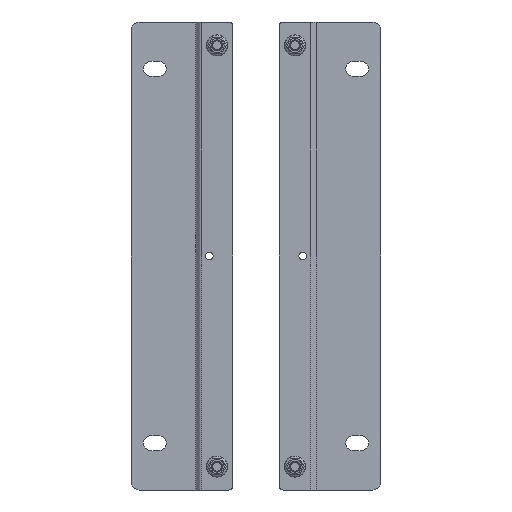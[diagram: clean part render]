
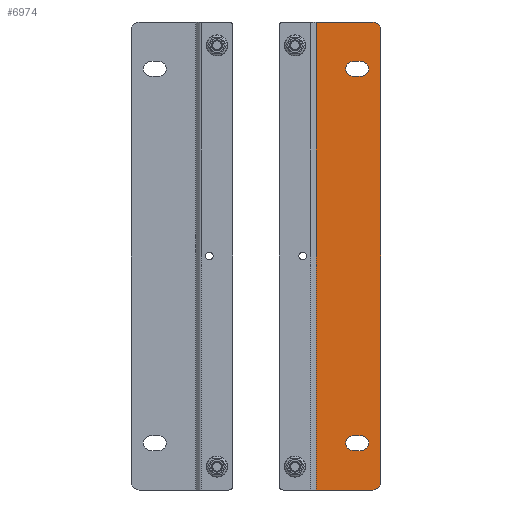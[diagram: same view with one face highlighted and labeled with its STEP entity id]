
A CAD part, front view. The second image highlights one B-rep face of the part: STEP entity #6974.
In plain terms, the highlighted planar face has unit normal (0, -1, 0).
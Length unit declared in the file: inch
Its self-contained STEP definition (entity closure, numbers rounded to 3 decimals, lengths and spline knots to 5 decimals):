
#332 = DIRECTION ( 'NONE',  ( 0., 0., -1. ) ) ;
#451 = DIRECTION ( 'NONE',  ( 0., -1., 0. ) ) ;
#737 = DIRECTION ( 'NONE',  ( 0., 1., 0. ) ) ;
#923 = ORIENTED_EDGE ( 'NONE', *, *, #2006, .T. ) ;
#947 = ORIENTED_EDGE ( 'NONE', *, *, #3297, .F. ) ;
#1020 = AXIS2_PLACEMENT_3D ( 'NONE', #17362, #737, #14680 ) ;
#1044 = CARTESIAN_POINT ( 'NONE',  ( 2.995, 0.125, -7.25 ) ) ;
#1128 = ORIENTED_EDGE ( 'NONE', *, *, #2679, .F. ) ;
#1225 = EDGE_CURVE ( 'NONE', #14787, #16762, #14306, .T. ) ;
#1299 = EDGE_CURVE ( 'NONE', #12434, #12265, #9695, .T. ) ;
#1359 = DIRECTION ( 'NONE',  ( 0., 1., 0. ) ) ;
#1411 = VECTOR ( 'NONE', #17884, 39.37008 ) ;
#1439 = CARTESIAN_POINT ( 'NONE',  ( 2.495, 0.125, 5.76 ) ) ;
#1454 = CARTESIAN_POINT ( 'NONE',  ( 2.37, 0.125, 6.24 ) ) ;
#1460 = ORIENTED_EDGE ( 'NONE', *, *, #1299, .F. ) ;
#1555 = EDGE_CURVE ( 'NONE', #15173, #12265, #4467, .T. ) ;
#1647 = VECTOR ( 'NONE', #12201, 39.37008 ) ;
#2006 = EDGE_CURVE ( 'NONE', #3658, #2454, #2488, .T. ) ;
#2321 = EDGE_CURVE ( 'NONE', #3658, #6175, #3929, .T. ) ;
#2356 = DIRECTION ( 'NONE',  ( 0., 1., 0. ) ) ;
#2454 = VERTEX_POINT ( 'NONE', #4009 ) ;
#2488 = LINE ( 'NONE', #5286, #1647 ) ;
#2665 = FACE_OUTER_BOUND ( 'NONE', #12211, .T. ) ;
#2679 = EDGE_CURVE ( 'NONE', #15173, #13651, #17330, .T. ) ;
#2855 = ORIENTED_EDGE ( 'NONE', *, *, #6341, .F. ) ;
#2980 = CARTESIAN_POINT ( 'NONE',  ( 2.37, 0.125, 5.76 ) ) ;
#2986 = DIRECTION ( 'NONE',  ( -1., 0., 0. ) ) ;
#3043 = CARTESIAN_POINT ( 'NONE',  ( 3.245, 0.125, -7.25 ) ) ;
#3135 = VECTOR ( 'NONE', #6250, 39.37008 ) ;
#3297 = EDGE_CURVE ( 'NONE', #6175, #16762, #16431, .T. ) ;
#3320 = ORIENTED_EDGE ( 'NONE', *, *, #17178, .T. ) ;
#3431 = AXIS2_PLACEMENT_3D ( 'NONE', #13935, #1359, #11153 ) ;
#3535 = DIRECTION ( 'NONE',  ( 0., 1., 0. ) ) ;
#3579 = CARTESIAN_POINT ( 'NONE',  ( 1.17636, 0.125, 7.5 ) ) ;
#3658 = VERTEX_POINT ( 'NONE', #3043 ) ;
#3795 = CARTESIAN_POINT ( 'NONE',  ( 2.37, 0.125, -6. ) ) ;
#3929 = CIRCLE ( 'NONE', #12925, 0.25 ) ;
#3948 = DIRECTION ( 'NONE',  ( 0., 1., 0. ) ) ;
#3985 = DIRECTION ( 'NONE',  ( 1., 0., 0. ) ) ;
#4009 = CARTESIAN_POINT ( 'NONE',  ( 3.245, 0.125, 7.25 ) ) ;
#4358 = FACE_BOUND ( 'NONE', #17570, .T. ) ;
#4467 = CIRCLE ( 'NONE', #12030, 0.24 ) ;
#4532 = CARTESIAN_POINT ( 'NONE',  ( 1.17636, 0.125, 7.5 ) ) ;
#4797 = LINE ( 'NONE', #14740, #8742 ) ;
#4819 = DIRECTION ( 'NONE',  ( 0., 0., -1. ) ) ;
#4853 = EDGE_CURVE ( 'NONE', #7475, #10446, #13922, .T. ) ;
#4953 = AXIS2_PLACEMENT_3D ( 'NONE', #12704, #7608, #332 ) ;
#5286 = CARTESIAN_POINT ( 'NONE',  ( 3.245, 0.125, 0. ) ) ;
#5304 = ORIENTED_EDGE ( 'NONE', *, *, #1555, .T. ) ;
#5373 = PLANE ( 'NONE',  #6697 ) ;
#5447 = EDGE_CURVE ( 'NONE', #7475, #14551, #7229, .T. ) ;
#5796 = CARTESIAN_POINT ( 'NONE',  ( 1.17636, 0.125, -7.5 ) ) ;
#5924 = CARTESIAN_POINT ( 'NONE',  ( 1.17636, 0.125, 7.5 ) ) ;
#6010 = DIRECTION ( 'NONE',  ( 0., 0., -1. ) ) ;
#6035 = CIRCLE ( 'NONE', #3431, 0.24 ) ;
#6075 = DIRECTION ( 'NONE',  ( -1., 0., 0. ) ) ;
#6175 = VERTEX_POINT ( 'NONE', #6661 ) ;
#6250 = DIRECTION ( 'NONE',  ( 1., 0., 0. ) ) ;
#6341 = EDGE_CURVE ( 'NONE', #10052, #14551, #11690, .T. ) ;
#6347 = CIRCLE ( 'NONE', #7204, 0.25 ) ;
#6364 = ORIENTED_EDGE ( 'NONE', *, *, #15127, .F. ) ;
#6661 = CARTESIAN_POINT ( 'NONE',  ( 2.995, 0.125, -7.5 ) ) ;
#6697 = AXIS2_PLACEMENT_3D ( 'NONE', #4532, #451, #6010 ) ;
#6795 = CARTESIAN_POINT ( 'NONE',  ( 2.62, 0.125, -5.76 ) ) ;
#6974 = ADVANCED_FACE ( 'NONE', ( #4358, #7179, #2665 ), #5373, .T. ) ;
#7163 = CARTESIAN_POINT ( 'NONE',  ( 2.62, 0.125, 5.76 ) ) ;
#7179 = FACE_BOUND ( 'NONE', #16581, .T. ) ;
#7204 = AXIS2_PLACEMENT_3D ( 'NONE', #17244, #2356, #8881 ) ;
#7229 = CIRCLE ( 'NONE', #4953, 0.24 ) ;
#7314 = VERTEX_POINT ( 'NONE', #16702 ) ;
#7408 = CIRCLE ( 'NONE', #1020, 0.24 ) ;
#7475 = VERTEX_POINT ( 'NONE', #2980 ) ;
#7608 = DIRECTION ( 'NONE',  ( 0., 1., 0. ) ) ;
#8042 = EDGE_CURVE ( 'NONE', #7314, #14787, #4797, .T. ) ;
#8155 = CARTESIAN_POINT ( 'NONE',  ( 2.495, 0.125, -5.76 ) ) ;
#8157 = CARTESIAN_POINT ( 'NONE',  ( 2.21068, 0.125, -7.5 ) ) ;
#8742 = VECTOR ( 'NONE', #16132, 39.37008 ) ;
#8772 = CARTESIAN_POINT ( 'NONE',  ( 2.495, 0.125, 6.24 ) ) ;
#8881 = DIRECTION ( 'NONE',  ( 0., 0., -1. ) ) ;
#9318 = DIRECTION ( 'NONE',  ( 0., 0., -1. ) ) ;
#9695 = LINE ( 'NONE', #8155, #10275 ) ;
#9874 = ORIENTED_EDGE ( 'NONE', *, *, #14940, .T. ) ;
#9968 = ORIENTED_EDGE ( 'NONE', *, *, #8042, .T. ) ;
#10052 = VERTEX_POINT ( 'NONE', #11568 ) ;
#10275 = VECTOR ( 'NONE', #2986, 39.37008 ) ;
#10446 = VERTEX_POINT ( 'NONE', #7163 ) ;
#10531 = ORIENTED_EDGE ( 'NONE', *, *, #4853, .F. ) ;
#10804 = ORIENTED_EDGE ( 'NONE', *, *, #5447, .T. ) ;
#11153 = DIRECTION ( 'NONE',  ( 0., 0., -1. ) ) ;
#11568 = CARTESIAN_POINT ( 'NONE',  ( 2.62, 0.125, 6.24 ) ) ;
#11690 = LINE ( 'NONE', #8772, #16030 ) ;
#12030 = AXIS2_PLACEMENT_3D ( 'NONE', #3795, #3535, #9318 ) ;
#12158 = CARTESIAN_POINT ( 'NONE',  ( 2.37, 0.125, -6.24 ) ) ;
#12177 = VECTOR ( 'NONE', #3985, 39.37008 ) ;
#12201 = DIRECTION ( 'NONE',  ( 0., 0., 1. ) ) ;
#12209 = CARTESIAN_POINT ( 'NONE',  ( 2.37, 0.125, -5.76 ) ) ;
#12211 = EDGE_LOOP ( 'NONE', ( #923, #6364, #9968, #17302, #947, #14574 ) ) ;
#12265 = VERTEX_POINT ( 'NONE', #12209 ) ;
#12434 = VERTEX_POINT ( 'NONE', #6795 ) ;
#12704 = CARTESIAN_POINT ( 'NONE',  ( 2.37, 0.125, 6. ) ) ;
#12925 = AXIS2_PLACEMENT_3D ( 'NONE', #1044, #3948, #14988 ) ;
#13071 = CARTESIAN_POINT ( 'NONE',  ( 2.495, 0.125, -6.24 ) ) ;
#13557 = CARTESIAN_POINT ( 'NONE',  ( 2.62, 0.125, -6.24 ) ) ;
#13651 = VERTEX_POINT ( 'NONE', #13557 ) ;
#13922 = LINE ( 'NONE', #1439, #12177 ) ;
#13935 = CARTESIAN_POINT ( 'NONE',  ( 2.62, 0.125, 6. ) ) ;
#14306 = LINE ( 'NONE', #5924, #17902 ) ;
#14551 = VERTEX_POINT ( 'NONE', #1454 ) ;
#14574 = ORIENTED_EDGE ( 'NONE', *, *, #2321, .F. ) ;
#14680 = DIRECTION ( 'NONE',  ( 0., 0., -1. ) ) ;
#14740 = CARTESIAN_POINT ( 'NONE',  ( 2.21068, 0.125, 7.5 ) ) ;
#14787 = VERTEX_POINT ( 'NONE', #3579 ) ;
#14940 = EDGE_CURVE ( 'NONE', #12434, #13651, #7408, .T. ) ;
#14988 = DIRECTION ( 'NONE',  ( 0., 0., -1. ) ) ;
#15127 = EDGE_CURVE ( 'NONE', #7314, #2454, #6347, .T. ) ;
#15173 = VERTEX_POINT ( 'NONE', #12158 ) ;
#16030 = VECTOR ( 'NONE', #6075, 39.37008 ) ;
#16132 = DIRECTION ( 'NONE',  ( -1., 0., 0. ) ) ;
#16431 = LINE ( 'NONE', #8157, #1411 ) ;
#16581 = EDGE_LOOP ( 'NONE', ( #9874, #1128, #5304, #1460 ) ) ;
#16702 = CARTESIAN_POINT ( 'NONE',  ( 2.995, 0.125, 7.5 ) ) ;
#16762 = VERTEX_POINT ( 'NONE', #5796 ) ;
#17178 = EDGE_CURVE ( 'NONE', #10052, #10446, #6035, .T. ) ;
#17244 = CARTESIAN_POINT ( 'NONE',  ( 2.995, 0.125, 7.25 ) ) ;
#17302 = ORIENTED_EDGE ( 'NONE', *, *, #1225, .T. ) ;
#17330 = LINE ( 'NONE', #13071, #3135 ) ;
#17362 = CARTESIAN_POINT ( 'NONE',  ( 2.62, 0.125, -6. ) ) ;
#17570 = EDGE_LOOP ( 'NONE', ( #3320, #10531, #10804, #2855 ) ) ;
#17884 = DIRECTION ( 'NONE',  ( -1., 0., 0. ) ) ;
#17902 = VECTOR ( 'NONE', #4819, 39.37008 ) ;
